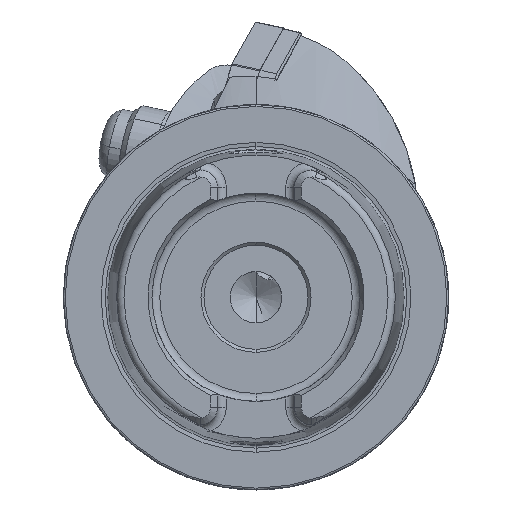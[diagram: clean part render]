
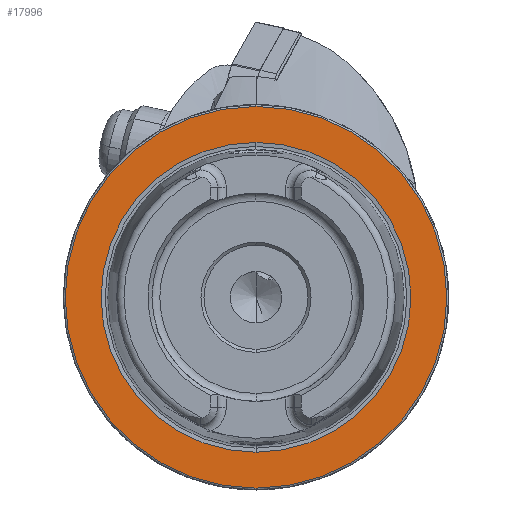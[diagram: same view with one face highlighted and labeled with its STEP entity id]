
A CAD part, left-side view. The second image highlights one B-rep face of the part: STEP entity #17996.
In plain terms, the highlighted planar face has unit normal (-1, 0, 0).
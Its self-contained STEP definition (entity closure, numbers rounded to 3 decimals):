
#597 = CIRCLE ( 'NONE', #7268, 25.324 ) ;
#882 = CARTESIAN_POINT ( 'NONE',  ( 0., 0., -31.2 ) ) ;
#1201 = CARTESIAN_POINT ( 'NONE',  ( 0., 0., 31.2 ) ) ;
#1229 = CARTESIAN_POINT ( 'NONE',  ( 0., 0., 0. ) ) ;
#1876 = PLANE ( 'NONE',  #3928 ) ;
#2071 = VERTEX_POINT ( 'NONE', #9230 ) ;
#3928 = AXIS2_PLACEMENT_3D ( 'NONE', #14654, #4647, #6061 ) ;
#4083 = CARTESIAN_POINT ( 'NONE',  ( 0., 0., 0. ) ) ;
#4347 = CIRCLE ( 'NONE', #12604, 25.324 ) ;
#4647 = DIRECTION ( 'NONE',  ( 1., 0., 0. ) ) ;
#4661 = ORIENTED_EDGE ( 'NONE', *, *, #12968, .F. ) ;
#5062 = ORIENTED_EDGE ( 'NONE', *, *, #8885, .T. ) ;
#5297 = EDGE_CURVE ( 'NONE', #2071, #9306, #597, .T. ) ;
#6061 = DIRECTION ( 'NONE',  ( 0., 0., -1. ) ) ;
#6075 = EDGE_LOOP ( 'NONE', ( #4661, #16438 ) ) ;
#7268 = AXIS2_PLACEMENT_3D ( 'NONE', #16674, #12462, #16730 ) ;
#7437 = CARTESIAN_POINT ( 'NONE',  ( 0., 0., 0. ) ) ;
#7691 = EDGE_LOOP ( 'NONE', ( #5062, #12190 ) ) ;
#8524 = FACE_BOUND ( 'NONE', #6075, .T. ) ;
#8673 = EDGE_CURVE ( 'NONE', #14408, #9927, #17317, .T. ) ;
#8885 = EDGE_CURVE ( 'NONE', #9927, #14408, #12437, .T. ) ;
#9230 = CARTESIAN_POINT ( 'NONE',  ( 0., 0., -25.324 ) ) ;
#9306 = VERTEX_POINT ( 'NONE', #11636 ) ;
#9927 = VERTEX_POINT ( 'NONE', #1201 ) ;
#11159 = DIRECTION ( 'NONE',  ( 0., 0., 1. ) ) ;
#11225 = DIRECTION ( 'NONE',  ( -1., 0., 0. ) ) ;
#11341 = AXIS2_PLACEMENT_3D ( 'NONE', #1229, #14145, #11159 ) ;
#11449 = AXIS2_PLACEMENT_3D ( 'NONE', #7437, #14577, #17430 ) ;
#11636 = CARTESIAN_POINT ( 'NONE',  ( 0., 0., 25.324 ) ) ;
#12190 = ORIENTED_EDGE ( 'NONE', *, *, #8673, .T. ) ;
#12437 = CIRCLE ( 'NONE', #11449, 31.2 ) ;
#12462 = DIRECTION ( 'NONE',  ( -1., 0., 0. ) ) ;
#12604 = AXIS2_PLACEMENT_3D ( 'NONE', #4083, #11225, #13956 ) ;
#12968 = EDGE_CURVE ( 'NONE', #9306, #2071, #4347, .T. ) ;
#13956 = DIRECTION ( 'NONE',  ( 0., 0., 1. ) ) ;
#14145 = DIRECTION ( 'NONE',  ( -1., 0., 0. ) ) ;
#14408 = VERTEX_POINT ( 'NONE', #882 ) ;
#14577 = DIRECTION ( 'NONE',  ( -1., 0., 0. ) ) ;
#14654 = CARTESIAN_POINT ( 'NONE',  ( 0., 31.2, 0. ) ) ;
#16438 = ORIENTED_EDGE ( 'NONE', *, *, #5297, .F. ) ;
#16674 = CARTESIAN_POINT ( 'NONE',  ( 0., 0., 0. ) ) ;
#16730 = DIRECTION ( 'NONE',  ( 0., 0., 1. ) ) ;
#16734 = FACE_OUTER_BOUND ( 'NONE', #7691, .T. ) ;
#17317 = CIRCLE ( 'NONE', #11341, 31.2 ) ;
#17430 = DIRECTION ( 'NONE',  ( 0., 0., 1. ) ) ;
#17996 = ADVANCED_FACE ( 'NONE', ( #8524, #16734 ), #1876, .F. ) ;
